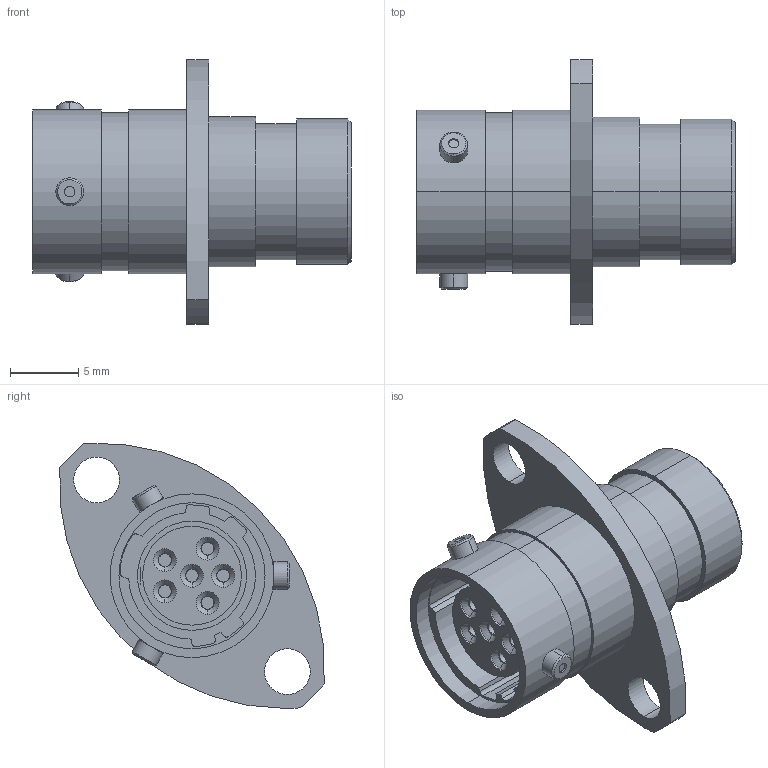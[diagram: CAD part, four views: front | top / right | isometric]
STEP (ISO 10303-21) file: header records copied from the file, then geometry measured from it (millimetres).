
FILE_DESCRIPTION (( 'STEP AP214' ), '1' );
FILE_NAME ('AS007-35SB.STEP', '2013-05-08T15:56:21', ( 'TE Connectivity' ), ( 'TE Connectivity' ), 'SwSTEP 2.0', 'SolidWorks 2011', '' );
FILE_SCHEMA (( 'AUTOMOTIVE_DESIGN' ));
Length unit declared in the file: inch
Products named in the file (1): AS007-35SB
Bounding box: 23.3 x 19.35 x 19.38 mm (x, y, z)
Volume: 2007.3 mm3; surface area: 3532.6 mm2
Topology: 8 solids, 8 shells, 365 faces, 790 edges, 463 vertices
Faces by surface type: cylinder 161, torus 72, cone 68, plane 58, sphere 6
Entity records: 14856 total; most frequent: DIRECTION 2020, CARTESIAN_POINT 1613, ORIENTED_EDGE 1568, AXIS2_PLACEMENT_3D 870, EDGE_CURVE 784, CIRCLE 504, VERTEX_POINT 463, EDGE_LOOP 425
